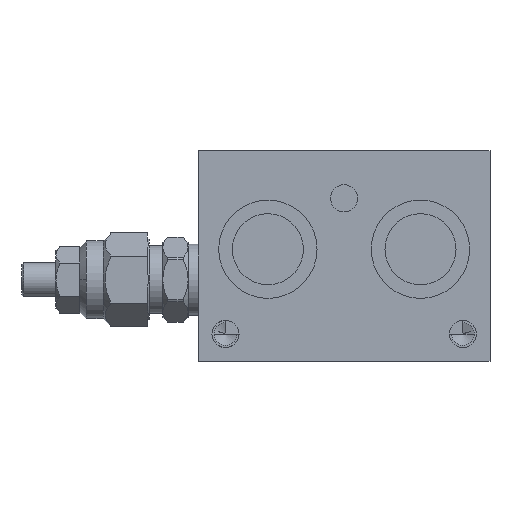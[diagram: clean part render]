
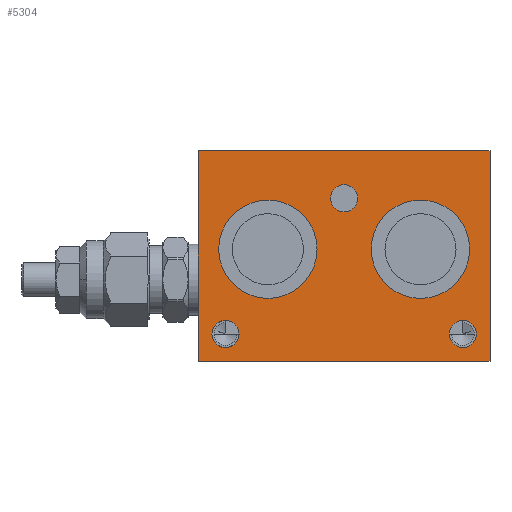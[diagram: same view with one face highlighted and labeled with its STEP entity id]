
A CAD part, front view. The second image highlights one B-rep face of the part: STEP entity #5304.
In plain terms, the highlighted planar face has unit normal (0, -1, 0).
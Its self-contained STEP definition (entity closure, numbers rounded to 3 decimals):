
#2308 = EDGE_CURVE( '', #2548, #2666, #6429, .T. );
#2312 = EDGE_CURVE( '', #2918, #5730, #6433, .T. );
#2548 = VERTEX_POINT( '', #6696 );
#2568 = EDGE_CURVE( '', #4902, #3888, #6718, .T. );
#2666 = VERTEX_POINT( '', #6826 );
#2918 = VERTEX_POINT( '', #7110 );
#3372 = VERTEX_POINT( '', #7643 );
#3378 = VERTEX_POINT( '', #7651 );
#3594 = VERTEX_POINT( '', #7893 );
#3616 = EDGE_CURVE( '', #3888, #3912, #7918, .T. );
#3798 = VERTEX_POINT( '', #8116 );
#3888 = VERTEX_POINT( '', #8224 );
#3912 = VERTEX_POINT( '', #8251 );
#4070 = VERTEX_POINT( '', #8433 );
#4268 = EDGE_CURVE( '', #3594, #5334, #8656, .T. );
#4478 = EDGE_CURVE( '', #3378, #4902, #8899, .T. );
#4646 = EDGE_CURVE( '', #3798, #4070, #9099, .T. );
#4674 = EDGE_CURVE( '', #3372, #5142, #9130, .T. );
#4766 = EDGE_CURVE( '', #4070, #3798, #9232, .T. );
#4890 = EDGE_CURVE( '', #2666, #2548, #9367, .T. );
#4902 = VERTEX_POINT( '', #9379 );
#5142 = VERTEX_POINT( '', #9642 );
#5212 = EDGE_CURVE( '', #5142, #3372, #9722, .T. );
#5304 = ADVANCED_FACE( '', ( #9829, #9830, #9831, #9832, #9833, #9834 ), #9835, .F. );
#5334 = VERTEX_POINT( '', #9867 );
#5534 = EDGE_CURVE( '', #5730, #2918, #10096, .T. );
#5582 = EDGE_CURVE( '', #5334, #3594, #10150, .T. );
#5730 = VERTEX_POINT( '', #10313 );
#6038 = EDGE_CURVE( '', #3378, #3912, #10659, .T. );
#6429 = CIRCLE( '', #11167, 4. );
#6433 = CIRCLE( '', #11172, 4. );
#6696 = CARTESIAN_POINT( '', ( 318., 0., 93. ) );
#6718 = LINE( '', #11594, #11595 );
#6826 = CARTESIAN_POINT( '', ( 326., 0., 93. ) );
#7110 = CARTESIAN_POINT( '', ( 353., 0., 53. ) );
#7643 = CARTESIAN_POINT( '', ( 291., 0., 53. ) );
#7651 = CARTESIAN_POINT( '', ( 279., 0., 107. ) );
#7893 = CARTESIAN_POINT( '', ( 314., 0., 78. ) );
#7918 = LINE( '', #13356, #13357 );
#8116 = CARTESIAN_POINT( '', ( 359., 0., 78. ) );
#8224 = CARTESIAN_POINT( '', ( 365., 0., 45. ) );
#8251 = CARTESIAN_POINT( '', ( 279., 0., 45. ) );
#8433 = CARTESIAN_POINT( '', ( 330., 0., 78. ) );
#8656 = CIRCLE( '', #14369, 14.5 );
#8899 = LINE( '', #14702, #14703 );
#9099 = CIRCLE( '', #15000, 14.5 );
#9130 = CIRCLE( '', #15039, 4. );
#9232 = CIRCLE( '', #15182, 14.5 );
#9367 = CIRCLE( '', #15408, 4. );
#9379 = CARTESIAN_POINT( '', ( 365., 0., 107. ) );
#9642 = CARTESIAN_POINT( '', ( 283., 0., 53. ) );
#9722 = CIRCLE( '', #15946, 4. );
#9829 = FACE_BOUND( '', #16097, .T. );
#9830 = FACE_BOUND( '', #16098, .T. );
#9831 = FACE_BOUND( '', #16099, .T. );
#9832 = FACE_BOUND( '', #16100, .T. );
#9833 = FACE_BOUND( '', #16101, .T. );
#9834 = FACE_OUTER_BOUND( '', #16102, .T. );
#9835 = PLANE( '', #16103 );
#9867 = CARTESIAN_POINT( '', ( 285., 0., 78. ) );
#10096 = CIRCLE( '', #16457, 4. );
#10150 = CIRCLE( '', #16525, 14.5 );
#10313 = CARTESIAN_POINT( '', ( 361., 0., 53. ) );
#10659 = LINE( '', #17252, #17253 );
#11167 = AXIS2_PLACEMENT_3D( '', #17752, #17753, #17754 );
#11172 = AXIS2_PLACEMENT_3D( '', #17755, #17756, #17757 );
#11594 = CARTESIAN_POINT( '', ( 365., 0., 76. ) );
#11595 = VECTOR( '', #18094, 1. );
#13356 = CARTESIAN_POINT( '', ( 322., 0., 45. ) );
#13357 = VECTOR( '', #19485, 1. );
#14369 = AXIS2_PLACEMENT_3D( '', #20327, #20328, #20329 );
#14702 = CARTESIAN_POINT( '', ( 322., 0., 107. ) );
#14703 = VECTOR( '', #20644, 1. );
#15000 = AXIS2_PLACEMENT_3D( '', #20887, #20888, #20889 );
#15039 = AXIS2_PLACEMENT_3D( '', #20923, #20924, #20925 );
#15182 = AXIS2_PLACEMENT_3D( '', #21067, #21068, #21069 );
#15408 = AXIS2_PLACEMENT_3D( '', #21224, #21225, #21226 );
#15946 = AXIS2_PLACEMENT_3D( '', #21635, #21636, #21637 );
#16097 = EDGE_LOOP( '', ( #21775, #21776 ) );
#16098 = EDGE_LOOP( '', ( #21777, #21778 ) );
#16099 = EDGE_LOOP( '', ( #21779, #21780 ) );
#16100 = EDGE_LOOP( '', ( #21781, #21782 ) );
#16101 = EDGE_LOOP( '', ( #21783, #21784 ) );
#16102 = EDGE_LOOP( '', ( #21785, #21786, #21787, #21788 ) );
#16103 = AXIS2_PLACEMENT_3D( '', #21789, #21790, #21791 );
#16457 = AXIS2_PLACEMENT_3D( '', #22157, #22158, #22159 );
#16525 = AXIS2_PLACEMENT_3D( '', #22228, #22229, #22230 );
#17252 = CARTESIAN_POINT( '', ( 279., 0., 76. ) );
#17253 = VECTOR( '', #22854, 1. );
#17752 = CARTESIAN_POINT( '', ( 322., 0., 93. ) );
#17753 = DIRECTION( '', ( 0., 1., 0. ) );
#17754 = DIRECTION( '', ( 1., 0., 0. ) );
#17755 = CARTESIAN_POINT( '', ( 357., 0., 53. ) );
#17756 = DIRECTION( '', ( 0., 1., 0. ) );
#17757 = DIRECTION( '', ( 1., 0., 0. ) );
#18094 = DIRECTION( '', ( 0., 0., -1. ) );
#19485 = DIRECTION( '', ( -1., 0., 0. ) );
#20327 = CARTESIAN_POINT( '', ( 299.5, 0., 78. ) );
#20328 = DIRECTION( '', ( 0., 1., 0. ) );
#20329 = DIRECTION( '', ( 1., 0., 0. ) );
#20644 = DIRECTION( '', ( 1., 0., 0. ) );
#20887 = CARTESIAN_POINT( '', ( 344.5, 0., 78. ) );
#20888 = DIRECTION( '', ( 0., 1., 0. ) );
#20889 = DIRECTION( '', ( 1., 0., 0. ) );
#20923 = CARTESIAN_POINT( '', ( 287., 0., 53. ) );
#20924 = DIRECTION( '', ( 0., 1., 0. ) );
#20925 = DIRECTION( '', ( 1., 0., 0. ) );
#21067 = CARTESIAN_POINT( '', ( 344.5, 0., 78. ) );
#21068 = DIRECTION( '', ( 0., 1., 0. ) );
#21069 = DIRECTION( '', ( 1., 0., 0. ) );
#21224 = CARTESIAN_POINT( '', ( 322., 0., 93. ) );
#21225 = DIRECTION( '', ( 0., 1., 0. ) );
#21226 = DIRECTION( '', ( 1., 0., 0. ) );
#21635 = CARTESIAN_POINT( '', ( 287., 0., 53. ) );
#21636 = DIRECTION( '', ( 0., 1., 0. ) );
#21637 = DIRECTION( '', ( 1., 0., 0. ) );
#21775 = ORIENTED_EDGE( '', *, *, #5534, .T. );
#21776 = ORIENTED_EDGE( '', *, *, #2312, .T. );
#21777 = ORIENTED_EDGE( '', *, *, #4646, .T. );
#21778 = ORIENTED_EDGE( '', *, *, #4766, .T. );
#21779 = ORIENTED_EDGE( '', *, *, #4268, .T. );
#21780 = ORIENTED_EDGE( '', *, *, #5582, .T. );
#21781 = ORIENTED_EDGE( '', *, *, #4674, .T. );
#21782 = ORIENTED_EDGE( '', *, *, #5212, .T. );
#21783 = ORIENTED_EDGE( '', *, *, #4890, .T. );
#21784 = ORIENTED_EDGE( '', *, *, #2308, .T. );
#21785 = ORIENTED_EDGE( '', *, *, #6038, .T. );
#21786 = ORIENTED_EDGE( '', *, *, #3616, .F. );
#21787 = ORIENTED_EDGE( '', *, *, #2568, .F. );
#21788 = ORIENTED_EDGE( '', *, *, #4478, .F. );
#21789 = CARTESIAN_POINT( '', ( 322., 0., 76. ) );
#21790 = DIRECTION( '', ( 0., 1., 0. ) );
#21791 = DIRECTION( '', ( 0., 0., 1. ) );
#22157 = CARTESIAN_POINT( '', ( 357., 0., 53. ) );
#22158 = DIRECTION( '', ( 0., 1., 0. ) );
#22159 = DIRECTION( '', ( 1., 0., 0. ) );
#22228 = CARTESIAN_POINT( '', ( 299.5, 0., 78. ) );
#22229 = DIRECTION( '', ( 0., 1., 0. ) );
#22230 = DIRECTION( '', ( 1., 0., 0. ) );
#22854 = DIRECTION( '', ( 0., 0., -1. ) );
